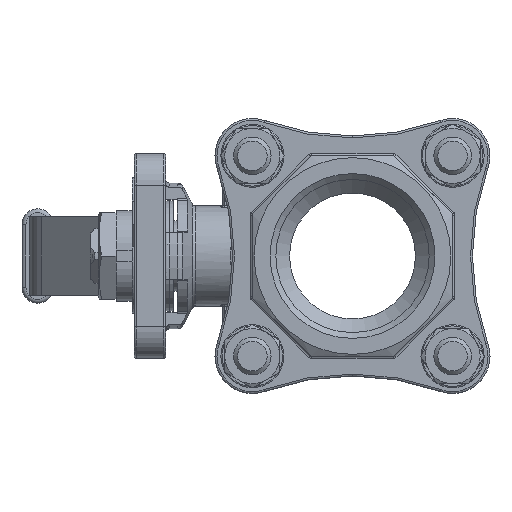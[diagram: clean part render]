
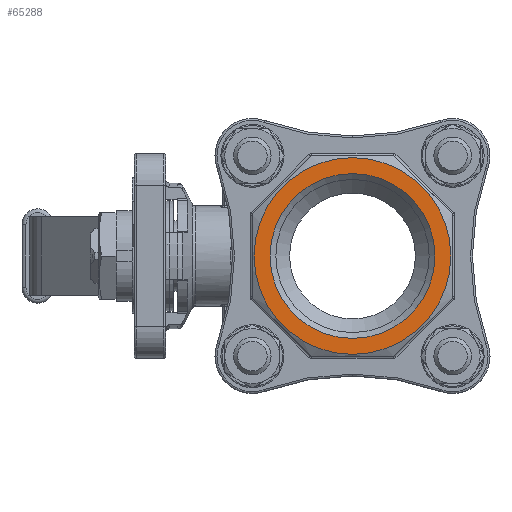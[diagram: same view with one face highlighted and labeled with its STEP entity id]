
A CAD part, left-side view. The second image highlights one B-rep face of the part: STEP entity #65288.
In plain terms, the highlighted planar face has unit normal (-1, 0, 0).
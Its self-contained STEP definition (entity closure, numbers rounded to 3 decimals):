
#3007 = CARTESIAN_POINT ( 'NONE',  ( -55., 0., 0. ) ) ;
#3008 = DIRECTION ( 'NONE',  ( -1., 0., 0. ) ) ;
#3009 = DIRECTION ( 'NONE',  ( 0., -1., 0. ) ) ;
#3469 = CARTESIAN_POINT ( 'NONE',  ( -55., 0., 0. ) ) ;
#3470 = DIRECTION ( 'NONE',  ( -1., 0., 0. ) ) ;
#3471 = DIRECTION ( 'NONE',  ( 0., 0., 1. ) ) ;
#20632 = EDGE_LOOP ( 'NONE', ( #28825 ) ) ;
#22839 = CIRCLE ( 'NONE', #23118, 25. ) ;
#23118 = AXIS2_PLACEMENT_3D ( 'NONE', #3469, #3470, #3471 ) ;
#28490 = EDGE_CURVE ( 'NONE', #40514, #40514, #38860, .T. ) ;
#28630 = EDGE_CURVE ( 'NONE', #40521, #40521, #22839, .T. ) ;
#28802 = ORIENTED_EDGE ( 'NONE', *, *, #28630, .T. ) ;
#28825 = ORIENTED_EDGE ( 'NONE', *, *, #28490, .F. ) ;
#31868 = FACE_BOUND ( 'NONE', #20632, .T. ) ;
#31871 = FACE_OUTER_BOUND ( 'NONE', #50182, .T. ) ;
#31874 = PLANE ( 'NONE',  #45857 ) ;
#31896 = CARTESIAN_POINT ( 'NONE',  ( -55., 0., 0. ) ) ;
#31898 = DIRECTION ( 'NONE',  ( 1., 0., 0. ) ) ;
#31900 = DIRECTION ( 'NONE',  ( 0., 0., 1. ) ) ;
#38860 = CIRCLE ( 'NONE', #38900, 20.955 ) ;
#38900 = AXIS2_PLACEMENT_3D ( 'NONE', #3007, #3008, #3009 ) ;
#40514 = VERTEX_POINT ( 'NONE', #40519 ) ;
#40519 = CARTESIAN_POINT ( 'NONE',  ( -55., -20.955, 0. ) ) ;
#40521 = VERTEX_POINT ( 'NONE', #40527 ) ;
#40527 = CARTESIAN_POINT ( 'NONE',  ( -55., 0., 25. ) ) ;
#45857 = AXIS2_PLACEMENT_3D ( 'NONE', #31896, #31898, #31900 ) ;
#50182 = EDGE_LOOP ( 'NONE', ( #28802 ) ) ;
#65288 = ADVANCED_FACE ( 'NONE', ( #31868, #31871 ), #31874, .F. ) ;
